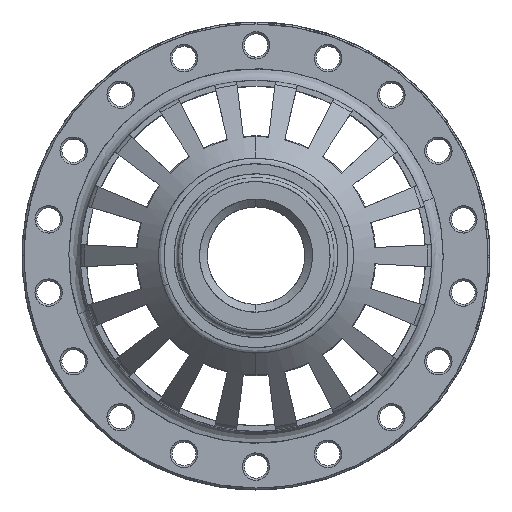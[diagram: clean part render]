
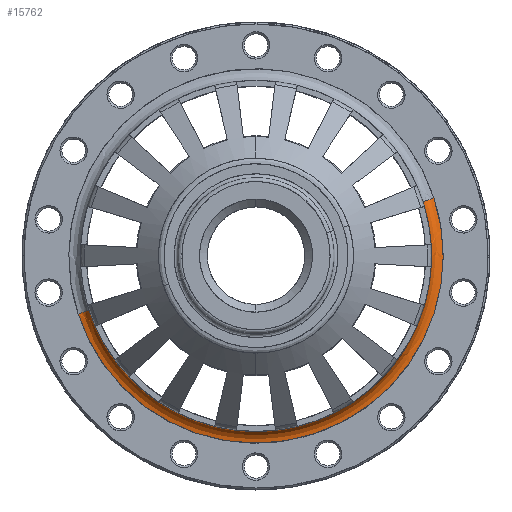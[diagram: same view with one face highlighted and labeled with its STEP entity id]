
A CAD part, top view. The second image highlights one B-rep face of the part: STEP entity #15762.
In plain terms, the highlighted free-form (B-spline) face has degree [2, 2] with [3, 5] control points.
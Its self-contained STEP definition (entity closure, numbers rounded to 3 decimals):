
#15762 = ADVANCED_FACE('',(#15763),#15801,.T.);
#15763 = FACE_BOUND('',#15764,.T.);
#15764 = EDGE_LOOP('',(#15765,#15777,#15785,#15795));
#15765 = ORIENTED_EDGE('',*,*,#15766,.F.);
#15766 = EDGE_CURVE('',#15767,#15769,#15771,.T.);
#15767 = VERTEX_POINT('',#15768);
#15768 = CARTESIAN_POINT('',(-92.633,-30.098,
    15.151));
#15769 = VERTEX_POINT('',#15770);
#15770 = CARTESIAN_POINT('',(92.633,30.098,
    15.151));
#15771 = ( BOUNDED_CURVE() B_SPLINE_CURVE(2,(#15772,#15773,#15774,#15775
,#15776),.UNSPECIFIED.,.F.,.F.) B_SPLINE_CURVE_WITH_KNOTS((3,2,3),(
    1.571,3.142,4.712),
.PIECEWISE_BEZIER_KNOTS.) CURVE() GEOMETRIC_REPRESENTATION_ITEM() 
RATIONAL_B_SPLINE_CURVE((1.,0.707,1.,0.707,1.)) 
REPRESENTATION_ITEM('') );
#15772 = CARTESIAN_POINT('',(-92.633,-30.098,
    15.151));
#15773 = CARTESIAN_POINT('',(-62.535,-122.731,
    15.151));
#15774 = CARTESIAN_POINT('',(30.098,-92.633,
    15.151));
#15775 = CARTESIAN_POINT('',(122.731,-62.535,
    15.151));
#15776 = CARTESIAN_POINT('',(92.633,30.098,
    15.151));
#15777 = ORIENTED_EDGE('',*,*,#15778,.T.);
#15778 = EDGE_CURVE('',#15767,#15779,#15781,.T.);
#15779 = VERTEX_POINT('',#15780);
#15780 = CARTESIAN_POINT('',(-98.808,-32.105,
    8.658));
#15781 = ( BOUNDED_CURVE() B_SPLINE_CURVE(2,(#15782,#15783,#15784),
.UNSPECIFIED.,.F.,.F.) B_SPLINE_CURVE_WITH_KNOTS((3,3),(-3.142,
-1.571),.PIECEWISE_BEZIER_KNOTS.) CURVE() 
GEOMETRIC_REPRESENTATION_ITEM() RATIONAL_B_SPLINE_CURVE((1.,
0.707,1.)) REPRESENTATION_ITEM('') );
#15782 = CARTESIAN_POINT('',(-92.633,-30.098,
    15.151));
#15783 = CARTESIAN_POINT('',(-92.633,-30.098,
    8.658));
#15784 = CARTESIAN_POINT('',(-98.808,-32.105,
    8.658));
#15785 = ORIENTED_EDGE('',*,*,#15786,.T.);
#15786 = EDGE_CURVE('',#15779,#15787,#15789,.T.);
#15787 = VERTEX_POINT('',#15788);
#15788 = CARTESIAN_POINT('',(98.808,32.105,
    8.658));
#15789 = ( BOUNDED_CURVE() B_SPLINE_CURVE(2,(#15790,#15791,#15792,#15793
,#15794),.UNSPECIFIED.,.F.,.F.) B_SPLINE_CURVE_WITH_KNOTS((3,2,3),(
    1.571,3.142,4.712),
.PIECEWISE_BEZIER_KNOTS.) CURVE() GEOMETRIC_REPRESENTATION_ITEM() 
RATIONAL_B_SPLINE_CURVE((1.,0.707,1.,0.707,1.)) 
REPRESENTATION_ITEM('') );
#15790 = CARTESIAN_POINT('',(-98.808,-32.105,
    8.658));
#15791 = CARTESIAN_POINT('',(-66.704,-130.913,
    8.658));
#15792 = CARTESIAN_POINT('',(32.105,-98.808,
    8.658));
#15793 = CARTESIAN_POINT('',(130.913,-66.704,
    8.658));
#15794 = CARTESIAN_POINT('',(98.808,32.105,
    8.658));
#15795 = ORIENTED_EDGE('',*,*,#15796,.F.);
#15796 = EDGE_CURVE('',#15769,#15787,#15797,.T.);
#15797 = ( BOUNDED_CURVE() B_SPLINE_CURVE(2,(#15798,#15799,#15800),
.UNSPECIFIED.,.F.,.F.) B_SPLINE_CURVE_WITH_KNOTS((3,3),(-3.142,
-1.571),.PIECEWISE_BEZIER_KNOTS.) CURVE() 
GEOMETRIC_REPRESENTATION_ITEM() RATIONAL_B_SPLINE_CURVE((1.,
0.707,1.)) REPRESENTATION_ITEM('') );
#15798 = CARTESIAN_POINT('',(92.633,30.098,
    15.151));
#15799 = CARTESIAN_POINT('',(92.633,30.098,
    8.658));
#15800 = CARTESIAN_POINT('',(98.808,32.105,
    8.658));
#15801 = ( BOUNDED_SURFACE() B_SPLINE_SURFACE(2,2,(
    (#15802,#15803,#15804,#15805,#15806)
    ,(#15807,#15808,#15809,#15810,#15811)
    ,(#15812,#15813,#15814,#15815,#15816
)),.UNSPECIFIED.,.F.,.F.,.F.) B_SPLINE_SURFACE_WITH_KNOTS((3,3),(3,2,3),
  (-3.142,-1.571),(1.571,3.142,
    4.712),.PIECEWISE_BEZIER_KNOTS.) 
GEOMETRIC_REPRESENTATION_ITEM() RATIONAL_B_SPLINE_SURFACE((
    (1.,0.707,1.,0.707,1.)
    ,(0.707,0.5,0.707,0.5,0.707)
,(1.,0.707,1.,0.707,1.
))) REPRESENTATION_ITEM('') SURFACE() );
#15802 = CARTESIAN_POINT('',(-92.633,-30.098,
    15.151));
#15803 = CARTESIAN_POINT('',(-62.535,-122.731,
    15.151));
#15804 = CARTESIAN_POINT('',(30.098,-92.633,
    15.151));
#15805 = CARTESIAN_POINT('',(122.731,-62.535,
    15.151));
#15806 = CARTESIAN_POINT('',(92.633,30.098,
    15.151));
#15807 = CARTESIAN_POINT('',(-92.633,-30.098,
    8.658));
#15808 = CARTESIAN_POINT('',(-62.535,-122.731,
    8.658));
#15809 = CARTESIAN_POINT('',(30.098,-92.633,
    8.658));
#15810 = CARTESIAN_POINT('',(122.731,-62.535,
    8.658));
#15811 = CARTESIAN_POINT('',(92.633,30.098,
    8.658));
#15812 = CARTESIAN_POINT('',(-98.808,-32.105,
    8.658));
#15813 = CARTESIAN_POINT('',(-66.704,-130.913,
    8.658));
#15814 = CARTESIAN_POINT('',(32.105,-98.808,
    8.658));
#15815 = CARTESIAN_POINT('',(130.913,-66.704,
    8.658));
#15816 = CARTESIAN_POINT('',(98.808,32.105,
    8.658));
